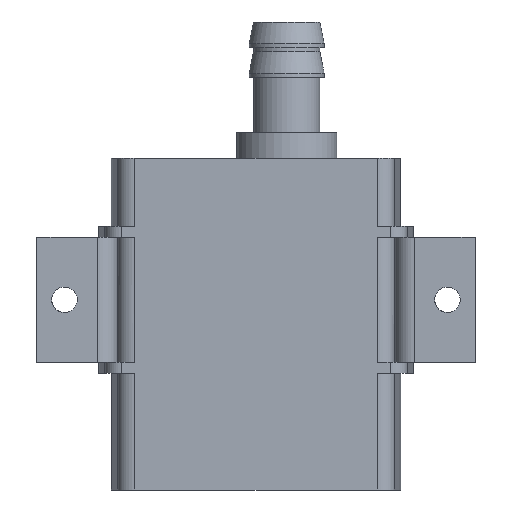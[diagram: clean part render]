
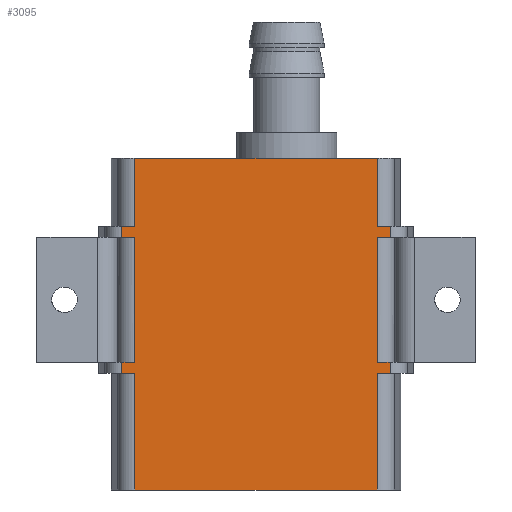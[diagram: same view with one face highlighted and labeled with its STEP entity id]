
A CAD part, front view. The second image highlights one B-rep face of the part: STEP entity #3095.
In plain terms, the highlighted free-form (B-spline) face has degree [1, 1] with [2, 2] control points.
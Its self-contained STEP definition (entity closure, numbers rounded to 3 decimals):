
#63 = VERTEX_POINT('',#64);
#64 = CARTESIAN_POINT('',(-11.753,-10.709,
    -4.778));
#70 = EDGE_CURVE('',#71,#63,#73,.T.);
#71 = VERTEX_POINT('',#72);
#72 = CARTESIAN_POINT('',(-12.989,-10.709,
    -4.778));
#73 = B_SPLINE_CURVE_WITH_KNOTS('',1,(#74,#75),.UNSPECIFIED.,.F.,.F.,(2,
    2),(-0.442,1.058),.PIECEWISE_BEZIER_KNOTS.);
#74 = CARTESIAN_POINT('',(-12.989,-10.709,
    -4.778));
#75 = CARTESIAN_POINT('',(-11.753,-10.709,
    -4.778));
#110 = VERTEX_POINT('',#111);
#111 = CARTESIAN_POINT('',(12.989,-10.709,
    -4.778));
#117 = EDGE_CURVE('',#118,#110,#120,.T.);
#118 = VERTEX_POINT('',#119);
#119 = CARTESIAN_POINT('',(11.753,-10.709,
    -4.778));
#120 = B_SPLINE_CURVE_WITH_KNOTS('',1,(#121,#122),.UNSPECIFIED.,.F.,.F.,
  (2,2),(13.21,14.71),.PIECEWISE_BEZIER_KNOTS.);
#121 = CARTESIAN_POINT('',(11.753,-10.709,
    -4.778));
#122 = CARTESIAN_POINT('',(12.989,-10.709,
    -4.778));
#226 = VERTEX_POINT('',#227);
#227 = CARTESIAN_POINT('',(12.989,-10.709,
    -3.707));
#233 = EDGE_CURVE('',#226,#110,#234,.T.);
#234 = B_SPLINE_CURVE_WITH_KNOTS('',1,(#235,#236),.UNSPECIFIED.,.F.,.F.,
  (2,2),(-1.2,0.1),.PIECEWISE_BEZIER_KNOTS.);
#235 = CARTESIAN_POINT('',(12.989,-10.709,
    -3.707));
#236 = CARTESIAN_POINT('',(12.989,-10.709,
    -4.778));
#434 = VERTEX_POINT('',#435);
#435 = CARTESIAN_POINT('',(-12.989,-10.709,
    -3.707));
#441 = EDGE_CURVE('',#434,#442,#444,.T.);
#442 = VERTEX_POINT('',#443);
#443 = CARTESIAN_POINT('',(-11.753,-10.709,
    -3.707));
#444 = B_SPLINE_CURVE_WITH_KNOTS('',1,(#445,#446),.UNSPECIFIED.,.F.,.F.,
  (2,2),(0.,1.5),.PIECEWISE_BEZIER_KNOTS.);
#445 = CARTESIAN_POINT('',(-12.989,-10.709,
    -3.707));
#446 = CARTESIAN_POINT('',(-11.753,-10.709,
    -3.707));
#531 = EDGE_CURVE('',#532,#442,#534,.T.);
#532 = VERTEX_POINT('',#533);
#533 = CARTESIAN_POINT('',(-11.753,-10.709,
    8.402));
#534 = B_SPLINE_CURVE_WITH_KNOTS('',1,(#535,#536),.UNSPECIFIED.,.F.,.F.,
  (2,2),(-10.2,4.5),.PIECEWISE_BEZIER_KNOTS.);
#535 = CARTESIAN_POINT('',(-11.753,-10.709,
    8.402));
#536 = CARTESIAN_POINT('',(-11.753,-10.709,
    -3.707));
#574 = VERTEX_POINT('',#575);
#575 = CARTESIAN_POINT('',(11.753,-10.709,
    -3.707));
#581 = EDGE_CURVE('',#574,#226,#582,.T.);
#582 = B_SPLINE_CURVE_WITH_KNOTS('',1,(#583,#584),.UNSPECIFIED.,.F.,.F.,
  (2,2),(-1.5,0.),.PIECEWISE_BEZIER_KNOTS.);
#583 = CARTESIAN_POINT('',(11.753,-10.709,
    -3.707));
#584 = CARTESIAN_POINT('',(12.989,-10.709,
    -3.707));
#2192 = VERTEX_POINT('',#2193);
#2193 = CARTESIAN_POINT('',(11.753,-10.709,
    16.063));
#2233 = VERTEX_POINT('',#2234);
#2234 = CARTESIAN_POINT('',(-11.753,-10.709,
    16.063));
#2240 = EDGE_CURVE('',#2233,#2192,#2241,.T.);
#2241 = B_SPLINE_CURVE_WITH_KNOTS('',1,(#2242,#2243),.UNSPECIFIED.,.F.,
  .F.,(2,2),(-30.036,-1.5),.PIECEWISE_BEZIER_KNOTS.);
#2242 = CARTESIAN_POINT('',(-11.753,-10.709,
    16.063));
#2243 = CARTESIAN_POINT('',(11.753,-10.709,
    16.063));
#2507 = VERTEX_POINT('',#2508);
#2508 = CARTESIAN_POINT('',(11.753,-10.709,
    8.402));
#2514 = EDGE_CURVE('',#2507,#574,#2515,.T.);
#2515 = B_SPLINE_CURVE_WITH_KNOTS('',1,(#2516,#2517),.UNSPECIFIED.,.F.,
  .F.,(2,2),(-10.2,4.5),.PIECEWISE_BEZIER_KNOTS.);
#2516 = CARTESIAN_POINT('',(11.753,-10.709,
    8.402));
#2517 = CARTESIAN_POINT('',(11.753,-10.709,
    -3.707));
#2529 = EDGE_CURVE('',#118,#2530,#2532,.T.);
#2530 = VERTEX_POINT('',#2531);
#2531 = CARTESIAN_POINT('',(11.753,-10.709,
    -16.063));
#2532 = B_SPLINE_CURVE_WITH_KNOTS('',1,(#2533,#2534),.UNSPECIFIED.,.F.,
  .F.,(2,2),(5.8,19.5),.PIECEWISE_BEZIER_KNOTS.);
#2533 = CARTESIAN_POINT('',(11.753,-10.709,
    -4.778));
#2534 = CARTESIAN_POINT('',(11.753,-10.709,
    -16.063));
#2557 = VERTEX_POINT('',#2558);
#2558 = CARTESIAN_POINT('',(12.989,-10.709,
    9.473));
#2564 = EDGE_CURVE('',#2557,#2565,#2567,.T.);
#2565 = VERTEX_POINT('',#2566);
#2566 = CARTESIAN_POINT('',(12.989,-10.709,
    8.402));
#2567 = B_SPLINE_CURVE_WITH_KNOTS('',1,(#2568,#2569),.UNSPECIFIED.,.F.,
  .F.,(2,2),(0.,1.3),.PIECEWISE_BEZIER_KNOTS.);
#2568 = CARTESIAN_POINT('',(12.989,-10.709,
    9.473));
#2569 = CARTESIAN_POINT('',(12.989,-10.709,
    8.402));
#2653 = EDGE_CURVE('',#2565,#2507,#2654,.T.);
#2654 = B_SPLINE_CURVE_WITH_KNOTS('',1,(#2655,#2656),.UNSPECIFIED.,.F.,
  .F.,(2,2),(0.,1.5),.PIECEWISE_BEZIER_KNOTS.);
#2655 = CARTESIAN_POINT('',(12.989,-10.709,
    8.402));
#2656 = CARTESIAN_POINT('',(11.753,-10.709,
    8.402));
#2689 = VERTEX_POINT('',#2690);
#2690 = CARTESIAN_POINT('',(11.753,-10.709,
    9.473));
#2696 = EDGE_CURVE('',#2557,#2689,#2697,.T.);
#2697 = B_SPLINE_CURVE_WITH_KNOTS('',1,(#2698,#2699),.UNSPECIFIED.,.F.,
  .F.,(2,2),(0.,1.5),.PIECEWISE_BEZIER_KNOTS.);
#2698 = CARTESIAN_POINT('',(12.989,-10.709,
    9.473));
#2699 = CARTESIAN_POINT('',(11.753,-10.709,
    9.473));
#2750 = EDGE_CURVE('',#2192,#2689,#2751,.T.);
#2751 = B_SPLINE_CURVE_WITH_KNOTS('',1,(#2752,#2753),.UNSPECIFIED.,.F.,
  .F.,(2,2),(-19.5,-11.5),.PIECEWISE_BEZIER_KNOTS.);
#2752 = CARTESIAN_POINT('',(11.753,-10.709,
    16.063));
#2753 = CARTESIAN_POINT('',(11.753,-10.709,
    9.473));
#2766 = VERTEX_POINT('',#2767);
#2767 = CARTESIAN_POINT('',(-12.989,-10.709,
    9.473));
#2783 = VERTEX_POINT('',#2784);
#2784 = CARTESIAN_POINT('',(-12.989,-10.709,
    8.402));
#2790 = EDGE_CURVE('',#2766,#2783,#2791,.T.);
#2791 = B_SPLINE_CURVE_WITH_KNOTS('',1,(#2792,#2793),.UNSPECIFIED.,.F.,
  .F.,(2,2),(0.,1.3),.PIECEWISE_BEZIER_KNOTS.);
#2792 = CARTESIAN_POINT('',(-12.989,-10.709,
    9.473));
#2793 = CARTESIAN_POINT('',(-12.989,-10.709,
    8.402));
#2867 = EDGE_CURVE('',#532,#2783,#2868,.T.);
#2868 = B_SPLINE_CURVE_WITH_KNOTS('',1,(#2869,#2870),.UNSPECIFIED.,.F.,
  .F.,(2,2),(-1.5,0.),.PIECEWISE_BEZIER_KNOTS.);
#2869 = CARTESIAN_POINT('',(-11.753,-10.709,
    8.402));
#2870 = CARTESIAN_POINT('',(-12.989,-10.709,
    8.402));
#2883 = EDGE_CURVE('',#2766,#2884,#2886,.T.);
#2884 = VERTEX_POINT('',#2885);
#2885 = CARTESIAN_POINT('',(-11.753,-10.709,
    9.473));
#2886 = B_SPLINE_CURVE_WITH_KNOTS('',1,(#2887,#2888),.UNSPECIFIED.,.F.,
  .F.,(2,2),(0.,1.5),.PIECEWISE_BEZIER_KNOTS.);
#2887 = CARTESIAN_POINT('',(-12.989,-10.709,
    9.473));
#2888 = CARTESIAN_POINT('',(-11.753,-10.709,
    9.473));
#2923 = EDGE_CURVE('',#2233,#2884,#2924,.T.);
#2924 = B_SPLINE_CURVE_WITH_KNOTS('',1,(#2925,#2926),.UNSPECIFIED.,.F.,
  .F.,(2,2),(-19.5,-11.5),.PIECEWISE_BEZIER_KNOTS.);
#2925 = CARTESIAN_POINT('',(-11.753,-10.709,
    16.063));
#2926 = CARTESIAN_POINT('',(-11.753,-10.709,
    9.473));
#3028 = VERTEX_POINT('',#3029);
#3029 = CARTESIAN_POINT('',(-11.753,-10.709,
    -16.063));
#3035 = EDGE_CURVE('',#63,#3028,#3036,.T.);
#3036 = B_SPLINE_CURVE_WITH_KNOTS('',1,(#3037,#3038),.UNSPECIFIED.,.F.,
  .F.,(2,2),(5.8,19.5),.PIECEWISE_BEZIER_KNOTS.);
#3037 = CARTESIAN_POINT('',(-11.753,-10.709,
    -4.778));
#3038 = CARTESIAN_POINT('',(-11.753,-10.709,
    -16.063));
#3052 = EDGE_CURVE('',#2530,#3028,#3053,.T.);
#3053 = B_SPLINE_CURVE_WITH_KNOTS('',1,(#3054,#3055),.UNSPECIFIED.,.F.,
  .F.,(2,2),(1.5,30.036),.PIECEWISE_BEZIER_KNOTS.);
#3054 = CARTESIAN_POINT('',(11.753,-10.709,
    -16.063));
#3055 = CARTESIAN_POINT('',(-11.753,-10.709,
    -16.063));
#3082 = EDGE_CURVE('',#434,#71,#3083,.T.);
#3083 = B_SPLINE_CURVE_WITH_KNOTS('',1,(#3084,#3085),.UNSPECIFIED.,.F.,
  .F.,(2,2),(-1.2,0.1),.PIECEWISE_BEZIER_KNOTS.);
#3084 = CARTESIAN_POINT('',(-12.989,-10.709,
    -3.707));
#3085 = CARTESIAN_POINT('',(-12.989,-10.709,
    -4.778));
#3095 = ADVANCED_FACE('',(#3096),#3118,.T.);
#3096 = FACE_BOUND('',#3097,.T.);
#3097 = EDGE_LOOP('',(#3098,#3099,#3100,#3101,#3102,#3103,#3104,#3105,
    #3106,#3107,#3108,#3109,#3110,#3111,#3112,#3113,#3114,#3115,#3116,
    #3117));
#3098 = ORIENTED_EDGE('',*,*,#3035,.T.);
#3099 = ORIENTED_EDGE('',*,*,#3052,.F.);
#3100 = ORIENTED_EDGE('',*,*,#2529,.F.);
#3101 = ORIENTED_EDGE('',*,*,#117,.T.);
#3102 = ORIENTED_EDGE('',*,*,#233,.F.);
#3103 = ORIENTED_EDGE('',*,*,#581,.F.);
#3104 = ORIENTED_EDGE('',*,*,#2514,.F.);
#3105 = ORIENTED_EDGE('',*,*,#2653,.F.);
#3106 = ORIENTED_EDGE('',*,*,#2564,.F.);
#3107 = ORIENTED_EDGE('',*,*,#2696,.T.);
#3108 = ORIENTED_EDGE('',*,*,#2750,.F.);
#3109 = ORIENTED_EDGE('',*,*,#2240,.F.);
#3110 = ORIENTED_EDGE('',*,*,#2923,.T.);
#3111 = ORIENTED_EDGE('',*,*,#2883,.F.);
#3112 = ORIENTED_EDGE('',*,*,#2790,.T.);
#3113 = ORIENTED_EDGE('',*,*,#2867,.F.);
#3114 = ORIENTED_EDGE('',*,*,#531,.T.);
#3115 = ORIENTED_EDGE('',*,*,#441,.F.);
#3116 = ORIENTED_EDGE('',*,*,#3082,.T.);
#3117 = ORIENTED_EDGE('',*,*,#70,.T.);
#3118 = B_SPLINE_SURFACE_WITH_KNOTS('',1,1,(
    (#3119,#3120)
    ,(#3121,#3122
    )),.UNSPECIFIED.,.F.,.F.,.F.,(2,2),(2,2),(-30.036,1.5),(
    -25.2,13.8),.PIECEWISE_BEZIER_KNOTS.);
#3119 = CARTESIAN_POINT('',(12.989,-10.709,
    16.063));
#3120 = CARTESIAN_POINT('',(12.989,-10.709,
    -16.063));
#3121 = CARTESIAN_POINT('',(-12.989,-10.709,
    16.063));
#3122 = CARTESIAN_POINT('',(-12.989,-10.709,
    -16.063));
